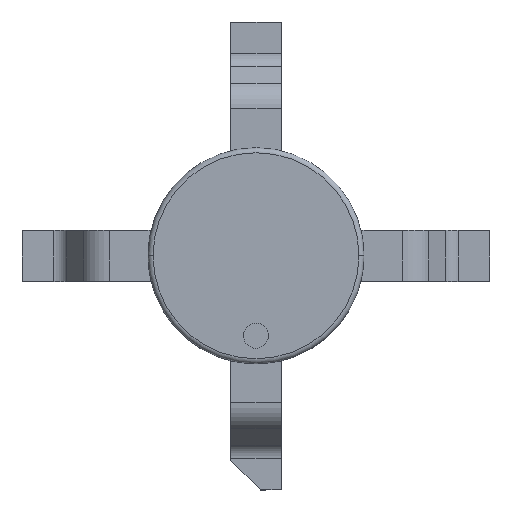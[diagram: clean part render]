
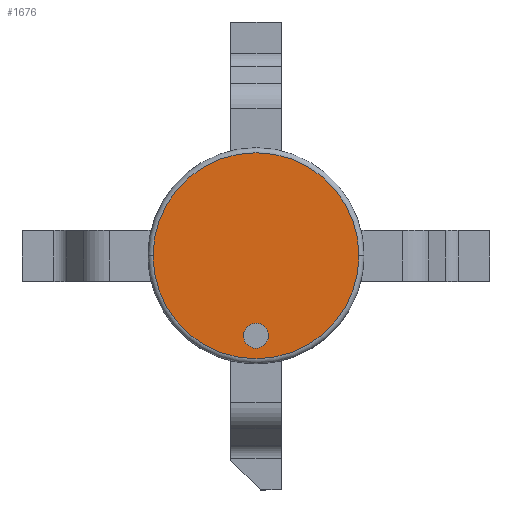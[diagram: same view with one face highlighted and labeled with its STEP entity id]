
A CAD part, top view. The second image highlights one B-rep face of the part: STEP entity #1676.
In plain terms, the highlighted planar face has unit normal (0, 0, 1).
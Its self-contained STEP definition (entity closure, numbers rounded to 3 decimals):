
#5 = CARTESIAN_POINT ( 'NONE',  ( 0.115, -0.74, 1.52 ) ) ;
#19 = ORIENTED_EDGE ( 'NONE', *, *, #967, .T. ) ;
#85 = PLANE ( 'NONE',  #1041 ) ;
#95 = DIRECTION ( 'NONE',  ( 0., 0., 1. ) ) ;
#214 = CIRCLE ( 'NONE', #2081, 1.03 ) ;
#263 = VERTEX_POINT ( 'NONE', #2595 ) ;
#396 = CARTESIAN_POINT ( 'NONE',  ( -1.03, 0., 1.52 ) ) ;
#407 = CARTESIAN_POINT ( 'NONE',  ( -0.046, -0.678, 1.52 ) ) ;
#496 = FACE_OUTER_BOUND ( 'NONE', #1512, .T. ) ;
#506 = CARTESIAN_POINT ( 'NONE',  ( 0., 0., 1.52 ) ) ;
#636 = CARTESIAN_POINT ( 'NONE',  ( -0.125, -0.8, 1.52 ) ) ;
#648 = CARTESIAN_POINT ( 'NONE',  ( 0.125, -0.78, 1.52 ) ) ;
#779 = DIRECTION ( 'NONE',  ( 0., 0., 1. ) ) ;
#787 = DIRECTION ( 'NONE',  ( 1., 0., 0. ) ) ;
#834 = VERTEX_POINT ( 'NONE', #396 ) ;
#851 = CARTESIAN_POINT ( 'NONE',  ( 0.125, -0.8, 1.52 ) ) ;
#866 = CARTESIAN_POINT ( 'NONE',  ( -0.121, -0.84, 1.52 ) ) ;
#871 = CARTESIAN_POINT ( 'NONE',  ( 0.125, -0.8, 1.52 ) ) ;
#900 = CARTESIAN_POINT ( 'NONE',  ( -0.125, -0.81, 1.52 ) ) ;
#904 = EDGE_CURVE ( 'NONE', #834, #263, #214, .T. ) ;
#967 = EDGE_CURVE ( 'NONE', #263, #834, #2381, .T. ) ;
#1041 = AXIS2_PLACEMENT_3D ( 'NONE', #1746, #779, #2203 ) ;
#1124 = CARTESIAN_POINT ( 'NONE',  ( -0.121, -0.76, 1.52 ) ) ;
#1237 = CARTESIAN_POINT ( 'NONE',  ( 0.125, -0.82, 1.52 ) ) ;
#1320 = CARTESIAN_POINT ( 'NONE',  ( -0.125, -0.8, 1.52 ) ) ;
#1326 = B_SPLINE_CURVE_WITH_KNOTS ( 'NONE', 3,
 ( #636, #2015, #1124, #2003, #407, #2930, #2943, #5, #648, #1534 ),
 .UNSPECIFIED., .F., .F.,
 ( 4, 1, 1, 1, 1, 1, 1, 4 ),
 ( 0.5, 0.538, 0.615, 0.692, 0.769, 0.846, 0.923, 1. ),
 .UNSPECIFIED. ) ;
#1428 = ORIENTED_EDGE ( 'NONE', *, *, #1579, .T. ) ;
#1478 = ORIENTED_EDGE ( 'NONE', *, *, #904, .T. ) ;
#1512 = EDGE_LOOP ( 'NONE', ( #19, #1478 ) ) ;
#1531 = EDGE_LOOP ( 'NONE', ( #2604, #1428 ) ) ;
#1533 = DIRECTION ( 'NONE',  ( 0., 0., 1. ) ) ;
#1534 = CARTESIAN_POINT ( 'NONE',  ( 0.125, -0.8, 1.52 ) ) ;
#1543 = CARTESIAN_POINT ( 'NONE',  ( -0.125, -0.8, 1.52 ) ) ;
#1579 = EDGE_CURVE ( 'NONE', #2319, #2384, #1326, .T. ) ;
#1676 = ADVANCED_FACE ( 'NONE', ( #496, #2804 ), #85, .T. ) ;
#1746 = CARTESIAN_POINT ( 'NONE',  ( 0., 0., 1.52 ) ) ;
#1790 = CARTESIAN_POINT ( 'NONE',  ( -0.046, -0.922, 1.52 ) ) ;
#1838 = CARTESIAN_POINT ( 'NONE',  ( -0.097, -0.886, 1.52 ) ) ;
#1934 = AXIS2_PLACEMENT_3D ( 'NONE', #506, #95, #787 ) ;
#2003 = CARTESIAN_POINT ( 'NONE',  ( -0.097, -0.714, 1.52 ) ) ;
#2015 = CARTESIAN_POINT ( 'NONE',  ( -0.125, -0.79, 1.52 ) ) ;
#2057 = CARTESIAN_POINT ( 'NONE',  ( 0.115, -0.86, 1.52 ) ) ;
#2081 = AXIS2_PLACEMENT_3D ( 'NONE', #2477, #1533, #2553 ) ;
#2203 = DIRECTION ( 'NONE',  ( 1., 0., 0. ) ) ;
#2259 = CARTESIAN_POINT ( 'NONE',  ( 0.016, -0.929, 1.52 ) ) ;
#2319 = VERTEX_POINT ( 'NONE', #1320 ) ;
#2381 = CIRCLE ( 'NONE', #1934, 1.03 ) ;
#2384 = VERTEX_POINT ( 'NONE', #871 ) ;
#2477 = CARTESIAN_POINT ( 'NONE',  ( 0., 0., 1.52 ) ) ;
#2553 = DIRECTION ( 'NONE',  ( 1., 0., 0. ) ) ;
#2569 = EDGE_CURVE ( 'NONE', #2384, #2319, #2781, .T. ) ;
#2595 = CARTESIAN_POINT ( 'NONE',  ( 1.03, 0., 1.52 ) ) ;
#2604 = ORIENTED_EDGE ( 'NONE', *, *, #2569, .T. ) ;
#2781 = B_SPLINE_CURVE_WITH_KNOTS ( 'NONE', 3,
 ( #851, #1237, #2057, #2927, #2259, #1790, #1838, #866, #900, #1543 ),
 .UNSPECIFIED., .F., .F.,
 ( 4, 1, 1, 1, 1, 1, 1, 4 ),
 ( 0., 0.077, 0.154, 0.231, 0.308, 0.385, 0.462, 0.5 ),
 .UNSPECIFIED. ) ;
#2804 = FACE_BOUND ( 'NONE', #1531, .T. ) ;
#2927 = CARTESIAN_POINT ( 'NONE',  ( 0.074, -0.907, 1.52 ) ) ;
#2930 = CARTESIAN_POINT ( 'NONE',  ( 0.016, -0.671, 1.52 ) ) ;
#2943 = CARTESIAN_POINT ( 'NONE',  ( 0.074, -0.693, 1.52 ) ) ;
